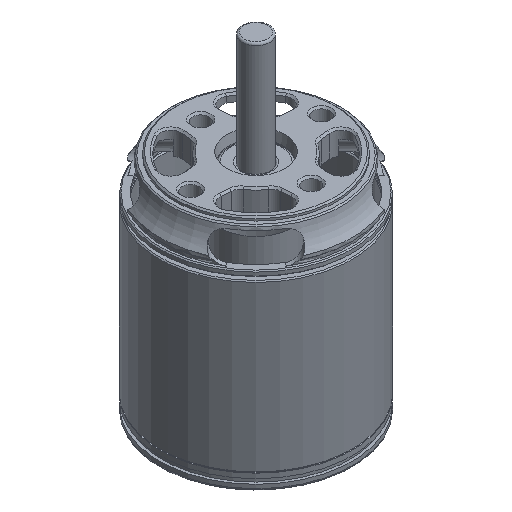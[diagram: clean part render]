
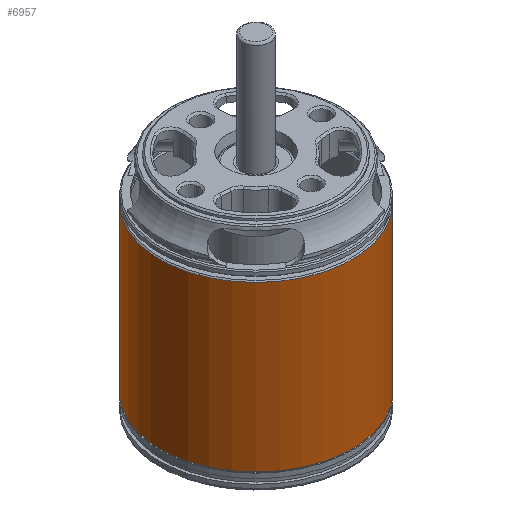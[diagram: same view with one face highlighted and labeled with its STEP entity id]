
A CAD part, isometric view. The second image highlights one B-rep face of the part: STEP entity #6957.
In plain terms, the highlighted cylindrical face has radius 14 mm (diameter 28 mm), a full revolution.
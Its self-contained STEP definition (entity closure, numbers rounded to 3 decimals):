
#766=FACE_OUTER_BOUND('',#1178,.T.);
#1178=EDGE_LOOP('',(#5235,#5236,#5237,#5238,#5239,#5240));
#1602=LINE('',#11541,#1921);
#1921=VECTOR('',#8972,14.);
#2267=CIRCLE('',#7573,14.);
#2268=CIRCLE('',#7574,14.);
#2269=CIRCLE('',#7575,14.);
#2270=CIRCLE('',#7576,14.);
#2829=VERTEX_POINT('',#11537);
#2830=VERTEX_POINT('',#11538);
#2831=VERTEX_POINT('',#11540);
#2832=VERTEX_POINT('',#11542);
#3703=EDGE_CURVE('',#2829,#2830,#2267,.T.);
#3704=EDGE_CURVE('',#2829,#2831,#1602,.T.);
#3705=EDGE_CURVE('',#2832,#2831,#2268,.T.);
#3706=EDGE_CURVE('',#2831,#2832,#2269,.T.);
#3707=EDGE_CURVE('',#2830,#2829,#2270,.T.);
#5235=ORIENTED_EDGE('',*,*,#3703,.F.);
#5236=ORIENTED_EDGE('',*,*,#3704,.T.);
#5237=ORIENTED_EDGE('',*,*,#3705,.F.);
#5238=ORIENTED_EDGE('',*,*,#3706,.F.);
#5239=ORIENTED_EDGE('',*,*,#3704,.F.);
#5240=ORIENTED_EDGE('',*,*,#3707,.F.);
#6702=CYLINDRICAL_SURFACE('',#7572,14.);
#6957=ADVANCED_FACE('',(#766),#6702,.T.);
#7572=AXIS2_PLACEMENT_3D('',#11536,#8968,#8969);
#7573=AXIS2_PLACEMENT_3D('',#11539,#8970,#8971);
#7574=AXIS2_PLACEMENT_3D('',#11543,#8973,#8974);
#7575=AXIS2_PLACEMENT_3D('',#11544,#8975,#8976);
#7576=AXIS2_PLACEMENT_3D('',#11545,#8977,#8978);
#8968=DIRECTION('center_axis',(-1.,0.,0.));
#8969=DIRECTION('ref_axis',(0.,-1.,0.));
#8970=DIRECTION('center_axis',(-1.,0.,0.));
#8971=DIRECTION('ref_axis',(0.,-1.,0.));
#8972=DIRECTION('',(1.,0.,0.));
#8973=DIRECTION('center_axis',(1.,0.,0.));
#8974=DIRECTION('ref_axis',(0.,-1.,0.));
#8975=DIRECTION('center_axis',(1.,0.,0.));
#8976=DIRECTION('ref_axis',(0.,-1.,0.));
#8977=DIRECTION('center_axis',(-1.,0.,0.));
#8978=DIRECTION('ref_axis',(0.,-1.,0.));
#11536=CARTESIAN_POINT('Origin',(3.,0.,0.));
#11537=CARTESIAN_POINT('',(-20.95,14.,0.));
#11538=CARTESIAN_POINT('',(-20.95,0.,14.));
#11539=CARTESIAN_POINT('Origin',(-20.95,0.,0.));
#11540=CARTESIAN_POINT('',(2.85,14.,0.));
#11541=CARTESIAN_POINT('',(3.,14.,0.));
#11542=CARTESIAN_POINT('',(2.85,0.,14.));
#11543=CARTESIAN_POINT('Origin',(2.85,0.,0.));
#11544=CARTESIAN_POINT('Origin',(2.85,0.,0.));
#11545=CARTESIAN_POINT('Origin',(-20.95,0.,0.));
